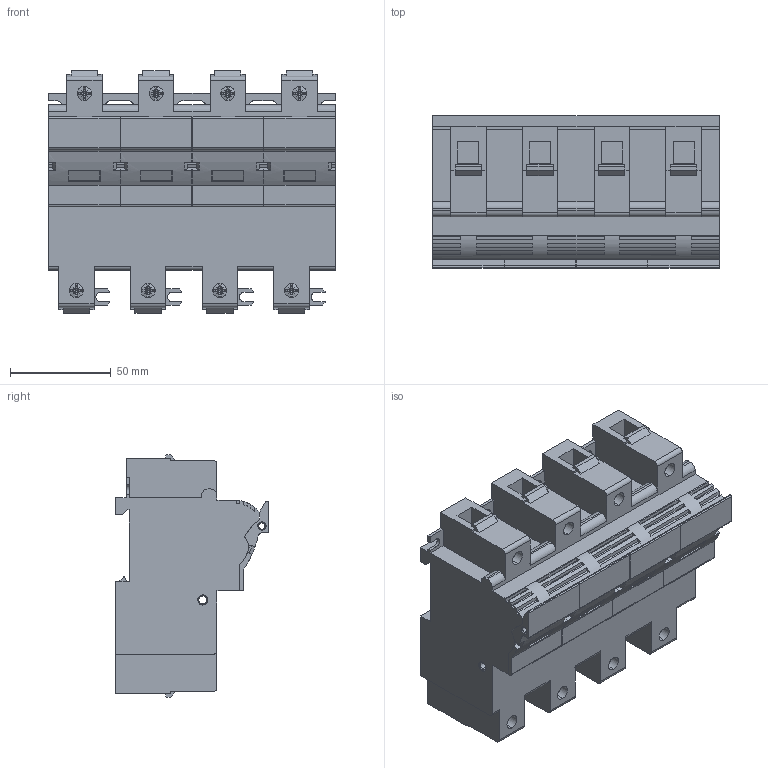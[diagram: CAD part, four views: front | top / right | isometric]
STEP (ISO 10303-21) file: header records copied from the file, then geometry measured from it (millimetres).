
FILE_DESCRIPTION((''),'2;1');
FILE_NAME('EFD22_4P_DIM','2017-06-13T',('janez.tomelj'),('Audax d.o.o.'),'CREO PARAMETRIC BY PTC INC, 2015290','CREO PARAMETRIC BY PTC INC, 2015290','');
FILE_SCHEMA(('CONFIG_CONTROL_DESIGN'));
Length unit declared in the file: millimetre
Products named in the file (1): EFD22_4P_DIM
Bounding box: 142.4 x 75.8 x 120.4 mm (x, y, z)
Volume: 748557 mm3; surface area: 95392.3 mm2
Topology: 1 solids, 1 shells, 1022 faces, 2903 edges, 1896 vertices
Faces by surface type: plane 659, cylinder 211, cone 72, sphere 28, torus 28, bspline 16, extrusion 8
Entity records: 35508 total; most frequent: CARTESIAN_POINT 9276, ORIENTED_EDGE 5774, DIRECTION 5149, EDGE_CURVE 2887, VERTEX_POINT 1896, AXIS2_PLACEMENT_3D 1730, VECTOR 1689, LINE 1681
